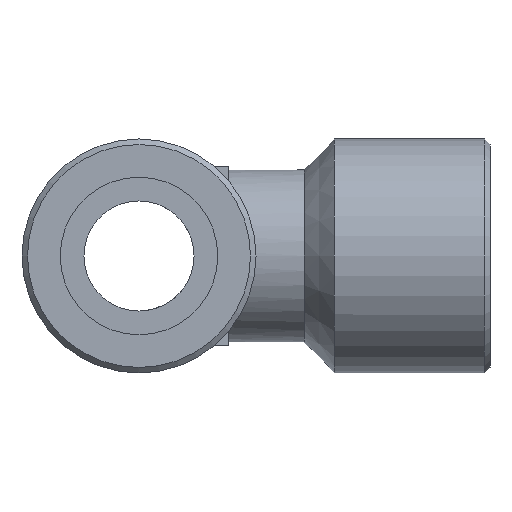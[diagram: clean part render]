
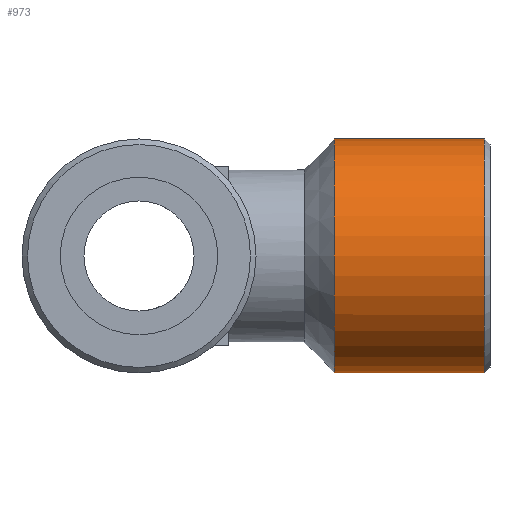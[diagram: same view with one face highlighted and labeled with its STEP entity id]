
A CAD part, front view. The second image highlights one B-rep face of the part: STEP entity #973.
In plain terms, the highlighted cylindrical face has radius 8.5 mm (diameter 17 mm), a full revolution.
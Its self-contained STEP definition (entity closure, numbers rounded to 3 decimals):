
#186=ORIENTED_EDGE('',*,*,#340,.T.);
#187=ORIENTED_EDGE('',*,*,#341,.T.);
#340=EDGE_CURVE('',#417,#417,#466,.T.);
#341=EDGE_CURVE('',#418,#418,#467,.T.);
#417=VERTEX_POINT('',#1400);
#418=VERTEX_POINT('',#1402);
#466=CIRCLE('',#1056,8.5);
#467=CIRCLE('',#1057,8.5);
#498=EDGE_LOOP('',(#186));
#499=EDGE_LOOP('',(#187));
#574=FACE_BOUND('',#498,.T.);
#575=FACE_BOUND('',#499,.T.);
#632=CYLINDRICAL_SURFACE('',#1055,8.5);
#973=ADVANCED_FACE('',(#574,#575),#632,.T.);
#1055=AXIS2_PLACEMENT_3D('',#1398,#1193,#1194);
#1056=AXIS2_PLACEMENT_3D('',#1399,#1195,#1196);
#1057=AXIS2_PLACEMENT_3D('',#1401,#1197,#1198);
#1193=DIRECTION('',(-1.,0.,0.));
#1194=DIRECTION('',(0.,-1.,0.));
#1195=DIRECTION('',(-1.,0.,0.));
#1196=DIRECTION('',(0.,-1.,0.));
#1197=DIRECTION('',(1.,0.,0.));
#1198=DIRECTION('',(0.,1.,0.));
#1398=CARTESIAN_POINT('',(25.5,0.,0.));
#1399=CARTESIAN_POINT('',(25.1,0.,0.));
#1400=CARTESIAN_POINT('',(25.1,-8.5,0.));
#1401=CARTESIAN_POINT('',(14.2,0.,0.));
#1402=CARTESIAN_POINT('',(14.2,8.5,0.));
